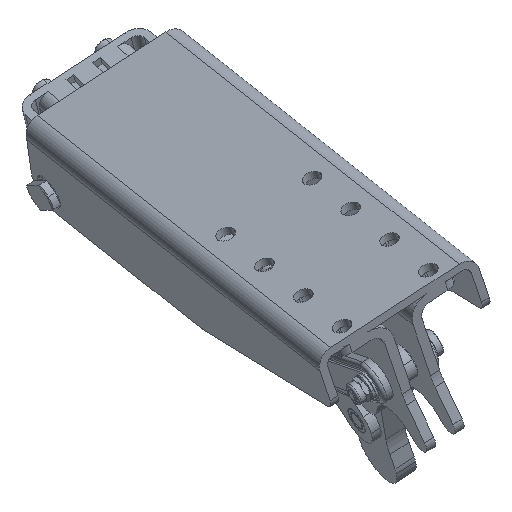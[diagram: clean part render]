
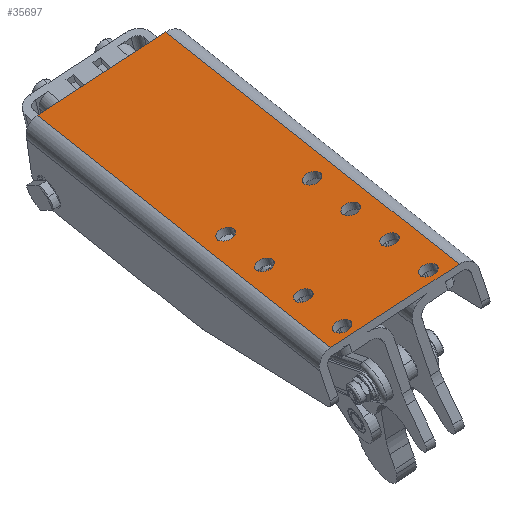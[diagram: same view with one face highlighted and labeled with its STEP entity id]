
A CAD part, top view. The second image highlights one B-rep face of the part: STEP entity #35697.
In plain terms, the highlighted planar face has unit normal (-0.253, 0.738, 0.626).
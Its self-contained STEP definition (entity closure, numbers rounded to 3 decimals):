
#13794=CARTESIAN_POINT('',(166.728,49.645,-176.281));
#13795=VERTEX_POINT('',#13794);
#13804=CARTESIAN_POINT('',(173.548,54.077,-178.749));
#13805=VERTEX_POINT('',#13804);
#13806=CARTESIAN_POINT('',(170.138,51.861,-177.515));
#13807=DIRECTION('',(0.253,-0.737,-0.626));
#13808=DIRECTION('',(-0.802,-0.521,0.29));
#13809=AXIS2_PLACEMENT_3D('',#13806,#13807,#13808);
#13810=CIRCLE('',#13809,4.25);
#13811=EDGE_CURVE('',#13805,#13795,#13810,.T.);
#13857=CARTESIAN_POINT('',(202.837,73.109,-189.344));
#13858=VERTEX_POINT('',#13857);
#13867=CARTESIAN_POINT('',(209.657,77.54,-191.811));
#13868=VERTEX_POINT('',#13867);
#13869=CARTESIAN_POINT('',(206.247,75.325,-190.578));
#13870=DIRECTION('',(0.253,-0.737,-0.626));
#13871=DIRECTION('',(-0.802,-0.521,0.29));
#13872=AXIS2_PLACEMENT_3D('',#13869,#13870,#13871);
#13873=CIRCLE('',#13872,4.25);
#13874=EDGE_CURVE('',#13868,#13858,#13873,.T.);
#13920=CARTESIAN_POINT('',(182.948,36.767,-154.578));
#13921=VERTEX_POINT('',#13920);
#13930=CARTESIAN_POINT('',(189.768,41.199,-157.045));
#13931=VERTEX_POINT('',#13930);
#13932=CARTESIAN_POINT('',(186.358,38.983,-155.811));
#13933=DIRECTION('',(0.253,-0.737,-0.626));
#13934=DIRECTION('',(-0.802,-0.521,0.29));
#13935=AXIS2_PLACEMENT_3D('',#13932,#13933,#13934);
#13936=CIRCLE('',#13935,4.25);
#13937=EDGE_CURVE('',#13931,#13921,#13936,.T.);
#13983=CARTESIAN_POINT('',(219.057,60.23,-167.64));
#13984=VERTEX_POINT('',#13983);
#13993=CARTESIAN_POINT('',(225.877,64.662,-170.108));
#13994=VERTEX_POINT('',#13993);
#13995=CARTESIAN_POINT('',(222.467,62.446,-168.874));
#13996=DIRECTION('',(0.253,-0.737,-0.626));
#13997=DIRECTION('',(-0.802,-0.521,0.29));
#13998=AXIS2_PLACEMENT_3D('',#13995,#13996,#13997);
#13999=CIRCLE('',#13998,4.25);
#14000=EDGE_CURVE('',#13994,#13984,#13999,.T.);
#14046=CARTESIAN_POINT('',(199.168,23.888,-132.874));
#14047=VERTEX_POINT('',#14046);
#14056=CARTESIAN_POINT('',(205.988,28.32,-135.341));
#14057=VERTEX_POINT('',#14056);
#14058=CARTESIAN_POINT('',(202.578,26.104,-134.108));
#14059=DIRECTION('',(0.253,-0.737,-0.626));
#14060=DIRECTION('',(-0.802,-0.521,0.29));
#14061=AXIS2_PLACEMENT_3D('',#14058,#14059,#14060);
#14062=CIRCLE('',#14061,4.25);
#14063=EDGE_CURVE('',#14057,#14047,#14062,.T.);
#14109=CARTESIAN_POINT('',(235.277,47.351,-145.937));
#14110=VERTEX_POINT('',#14109);
#14119=CARTESIAN_POINT('',(242.097,51.783,-148.404));
#14120=VERTEX_POINT('',#14119);
#14121=CARTESIAN_POINT('',(238.687,49.567,-147.17));
#14122=DIRECTION('',(0.253,-0.737,-0.626));
#14123=DIRECTION('',(-0.802,-0.521,0.29));
#14124=AXIS2_PLACEMENT_3D('',#14121,#14122,#14123);
#14125=CIRCLE('',#14124,4.25);
#14126=EDGE_CURVE('',#14120,#14110,#14125,.T.);
#14172=CARTESIAN_POINT('',(215.388,11.009,-111.17));
#14173=VERTEX_POINT('',#14172);
#14182=CARTESIAN_POINT('',(222.208,15.441,-113.638));
#14183=VERTEX_POINT('',#14182);
#14184=CARTESIAN_POINT('',(218.798,13.225,-112.404));
#14185=DIRECTION('',(0.253,-0.737,-0.626));
#14186=DIRECTION('',(-0.802,-0.521,0.29));
#14187=AXIS2_PLACEMENT_3D('',#14184,#14185,#14186);
#14188=CIRCLE('',#14187,4.25);
#14189=EDGE_CURVE('',#14183,#14173,#14188,.T.);
#14235=CARTESIAN_POINT('',(251.497,34.472,-124.233));
#14236=VERTEX_POINT('',#14235);
#14245=CARTESIAN_POINT('',(258.317,38.904,-126.7));
#14246=VERTEX_POINT('',#14245);
#14247=CARTESIAN_POINT('',(254.907,36.688,-125.467));
#14248=DIRECTION('',(0.253,-0.737,-0.626));
#14249=DIRECTION('',(-0.802,-0.521,0.29));
#14250=AXIS2_PLACEMENT_3D('',#14247,#14248,#14249);
#14251=CIRCLE('',#14250,4.25);
#14252=EDGE_CURVE('',#14246,#14236,#14251,.T.);
#34318=CARTESIAN_POINT('',(267.788,39.204,-123.234));
#34319=VERTEX_POINT('',#34318);
#34327=CARTESIAN_POINT('',(214.026,4.27,-103.785));
#34328=VERTEX_POINT('',#34327);
#34329=CARTESIAN_POINT('',(267.788,39.204,-123.234));
#34330=DIRECTION('',(-0.802,-0.521,0.29));
#34331=VECTOR('',#34330,67.);
#34332=LINE('',#34329,#34331);
#34333=EDGE_CURVE('',#34319,#34328,#34332,.T.);
#35537=CARTESIAN_POINT('',(145.011,136.691,-287.521));
#35538=VERTEX_POINT('',#35537);
#35546=CARTESIAN_POINT('',(267.788,39.204,-123.234));
#35547=DIRECTION('',(-0.541,0.429,-0.723));
#35548=VECTOR('',#35547,227.087);
#35549=LINE('',#35546,#35548);
#35550=EDGE_CURVE('',#34319,#35538,#35549,.T.);
#35594=CARTESIAN_POINT('',(176.028,73.252,-200.324));
#35595=DIRECTION('',(0.253,-0.737,-0.626));
#35596=DIRECTION('',(-0.802,-0.521,0.29));
#35597=AXIS2_PLACEMENT_3D('',#35594,#35595,#35596);
#35598=PLANE('',#35597);
#35599=CARTESIAN_POINT('',(91.249,101.757,-268.072));
#35600=VERTEX_POINT('',#35599);
#35601=CARTESIAN_POINT('',(145.011,136.691,-287.521));
#35602=DIRECTION('',(-0.802,-0.521,0.29));
#35603=VECTOR('',#35602,67.);
#35604=LINE('',#35601,#35603);
#35605=EDGE_CURVE('',#35538,#35600,#35604,.T.);
#35606=ORIENTED_EDGE('',*,*,#35605,.T.);
#35607=CARTESIAN_POINT('',(91.249,101.757,-268.072));
#35608=DIRECTION('',(0.541,-0.429,0.723));
#35609=VECTOR('',#35608,227.087);
#35610=LINE('',#35607,#35609);
#35611=EDGE_CURVE('',#35600,#34328,#35610,.T.);
#35612=ORIENTED_EDGE('',*,*,#35611,.T.);
#35613=ORIENTED_EDGE('',*,*,#34333,.F.);
#35614=ORIENTED_EDGE('',*,*,#35550,.T.);
#35615=EDGE_LOOP('',(#35606,#35612,#35613,#35614));
#35616=FACE_OUTER_BOUND('',#35615,.T.);
#35617=ORIENTED_EDGE('',*,*,#13811,.T.);
#35618=CARTESIAN_POINT('',(170.138,51.861,-177.515));
#35619=DIRECTION('',(0.253,-0.737,-0.626));
#35620=DIRECTION('',(-0.802,-0.521,0.29));
#35621=AXIS2_PLACEMENT_3D('',#35618,#35619,#35620);
#35622=CIRCLE('',#35621,4.25);
#35623=EDGE_CURVE('',#13795,#13805,#35622,.T.);
#35624=ORIENTED_EDGE('',*,*,#35623,.T.);
#35625=EDGE_LOOP('',(#35617,#35624));
#35626=FACE_BOUND('',#35625,.T.);
#35627=ORIENTED_EDGE('',*,*,#13874,.T.);
#35628=CARTESIAN_POINT('',(206.247,75.325,-190.578));
#35629=DIRECTION('',(0.253,-0.737,-0.626));
#35630=DIRECTION('',(-0.802,-0.521,0.29));
#35631=AXIS2_PLACEMENT_3D('',#35628,#35629,#35630);
#35632=CIRCLE('',#35631,4.25);
#35633=EDGE_CURVE('',#13858,#13868,#35632,.T.);
#35634=ORIENTED_EDGE('',*,*,#35633,.T.);
#35635=EDGE_LOOP('',(#35627,#35634));
#35636=FACE_BOUND('',#35635,.T.);
#35637=ORIENTED_EDGE('',*,*,#13937,.T.);
#35638=CARTESIAN_POINT('',(186.358,38.983,-155.811));
#35639=DIRECTION('',(0.253,-0.737,-0.626));
#35640=DIRECTION('',(-0.802,-0.521,0.29));
#35641=AXIS2_PLACEMENT_3D('',#35638,#35639,#35640);
#35642=CIRCLE('',#35641,4.25);
#35643=EDGE_CURVE('',#13921,#13931,#35642,.T.);
#35644=ORIENTED_EDGE('',*,*,#35643,.T.);
#35645=EDGE_LOOP('',(#35637,#35644));
#35646=FACE_BOUND('',#35645,.T.);
#35647=ORIENTED_EDGE('',*,*,#14000,.T.);
#35648=CARTESIAN_POINT('',(222.467,62.446,-168.874));
#35649=DIRECTION('',(0.253,-0.737,-0.626));
#35650=DIRECTION('',(-0.802,-0.521,0.29));
#35651=AXIS2_PLACEMENT_3D('',#35648,#35649,#35650);
#35652=CIRCLE('',#35651,4.25);
#35653=EDGE_CURVE('',#13984,#13994,#35652,.T.);
#35654=ORIENTED_EDGE('',*,*,#35653,.T.);
#35655=EDGE_LOOP('',(#35647,#35654));
#35656=FACE_BOUND('',#35655,.T.);
#35657=ORIENTED_EDGE('',*,*,#14063,.T.);
#35658=CARTESIAN_POINT('',(202.578,26.104,-134.108));
#35659=DIRECTION('',(0.253,-0.737,-0.626));
#35660=DIRECTION('',(-0.802,-0.521,0.29));
#35661=AXIS2_PLACEMENT_3D('',#35658,#35659,#35660);
#35662=CIRCLE('',#35661,4.25);
#35663=EDGE_CURVE('',#14047,#14057,#35662,.T.);
#35664=ORIENTED_EDGE('',*,*,#35663,.T.);
#35665=EDGE_LOOP('',(#35657,#35664));
#35666=FACE_BOUND('',#35665,.T.);
#35667=ORIENTED_EDGE('',*,*,#14126,.T.);
#35668=CARTESIAN_POINT('',(238.687,49.567,-147.17));
#35669=DIRECTION('',(0.253,-0.737,-0.626));
#35670=DIRECTION('',(-0.802,-0.521,0.29));
#35671=AXIS2_PLACEMENT_3D('',#35668,#35669,#35670);
#35672=CIRCLE('',#35671,4.25);
#35673=EDGE_CURVE('',#14110,#14120,#35672,.T.);
#35674=ORIENTED_EDGE('',*,*,#35673,.T.);
#35675=EDGE_LOOP('',(#35667,#35674));
#35676=FACE_BOUND('',#35675,.T.);
#35677=ORIENTED_EDGE('',*,*,#14189,.T.);
#35678=CARTESIAN_POINT('',(218.798,13.225,-112.404));
#35679=DIRECTION('',(0.253,-0.737,-0.626));
#35680=DIRECTION('',(-0.802,-0.521,0.29));
#35681=AXIS2_PLACEMENT_3D('',#35678,#35679,#35680);
#35682=CIRCLE('',#35681,4.25);
#35683=EDGE_CURVE('',#14173,#14183,#35682,.T.);
#35684=ORIENTED_EDGE('',*,*,#35683,.T.);
#35685=EDGE_LOOP('',(#35677,#35684));
#35686=FACE_BOUND('',#35685,.T.);
#35687=ORIENTED_EDGE('',*,*,#14252,.T.);
#35688=CARTESIAN_POINT('',(254.907,36.688,-125.467));
#35689=DIRECTION('',(0.253,-0.737,-0.626));
#35690=DIRECTION('',(-0.802,-0.521,0.29));
#35691=AXIS2_PLACEMENT_3D('',#35688,#35689,#35690);
#35692=CIRCLE('',#35691,4.25);
#35693=EDGE_CURVE('',#14236,#14246,#35692,.T.);
#35694=ORIENTED_EDGE('',*,*,#35693,.T.);
#35695=EDGE_LOOP('',(#35687,#35694));
#35696=FACE_BOUND('',#35695,.T.);
#35697=ADVANCED_FACE('',(#35616,#35626,#35636,#35646,#35656,#35666,#35676,#35686,#35696),#35598,.F.);
